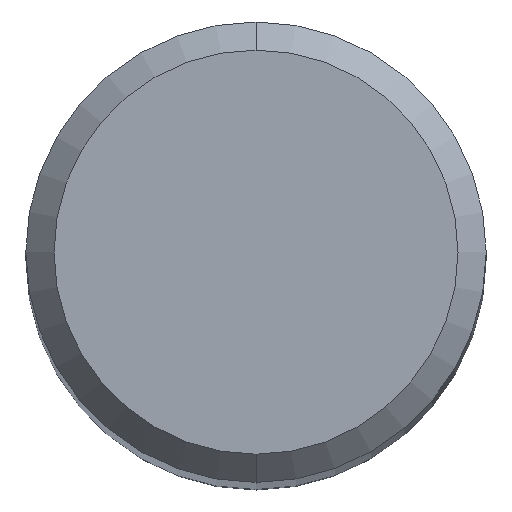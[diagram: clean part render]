
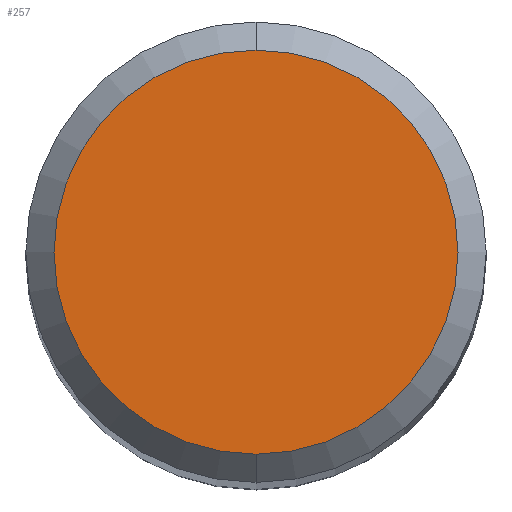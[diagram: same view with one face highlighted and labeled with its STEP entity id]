
A CAD part, top view. The second image highlights one B-rep face of the part: STEP entity #257.
In plain terms, the highlighted planar face has unit normal (0, 0, 1).
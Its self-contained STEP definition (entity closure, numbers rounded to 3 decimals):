
#147=VERTEX_POINT('',#379);
#253=VERTEX_POINT('',#502);
#257=ADVANCED_FACE('',(#506),#507,.T.);
#295=EDGE_CURVE('',#253,#147,#546,.T.);
#325=EDGE_CURVE('',#147,#253,#582,.T.);
#379=CARTESIAN_POINT('',(0.,-2.15,0.0));
#502=CARTESIAN_POINT('',(0.0,2.15,0.0));
#506=FACE_OUTER_BOUND('',#797,.T.);
#507=PLANE('',#798);
#546=CIRCLE('',#852,2.15);
#582=CIRCLE('',#896,2.15);
#797=EDGE_LOOP('',(#1122,#1123));
#798=AXIS2_PLACEMENT_3D('',#1124,#1125,#1126);
#852=AXIS2_PLACEMENT_3D('',#1160,#1161,#1162);
#896=AXIS2_PLACEMENT_3D('',#1214,#1215,#1216);
#1122=ORIENTED_EDGE('',*,*,#295,.F.);
#1123=ORIENTED_EDGE('',*,*,#325,.F.);
#1124=CARTESIAN_POINT('',(0.0,1.075,0.0));
#1125=DIRECTION('',(-0.0,0.0,1.0));
#1126=DIRECTION('',(0.0,-1.0,0.0));
#1160=CARTESIAN_POINT('',(0.0,0.0,0.0));
#1161=DIRECTION('',(0.0,0.0,-1.0));
#1162=DIRECTION('',(0.0,1.0,0.0));
#1214=CARTESIAN_POINT('',(0.0,0.0,0.0));
#1215=DIRECTION('',(0.0,0.0,-1.0));
#1216=DIRECTION('',(0.0,1.0,0.0));
